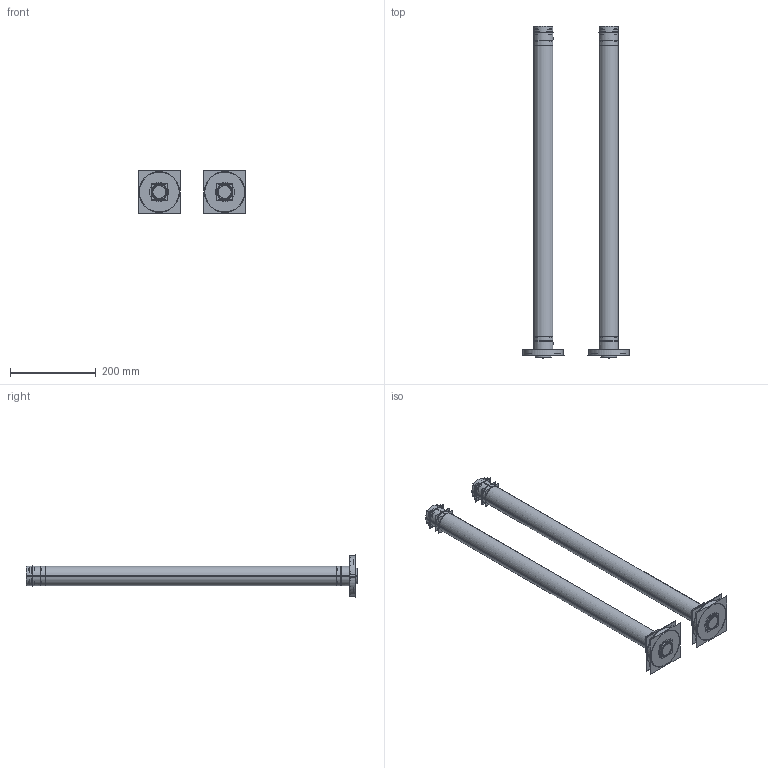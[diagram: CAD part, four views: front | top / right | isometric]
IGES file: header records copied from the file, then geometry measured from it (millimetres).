
Start section:  PTC IGES file: aa002fc_asm.igs
Global section: file name: aa002fc_asm.igs; native system: Pro/ENGINEER by Parametric Technology Corporation; preprocessor: 2009360; author: user33; organization: Unknown; date: 20191219.150236; units: millimetre
Bounding box: 251.8 x 775.37 x 98.86 mm (x, y, z)
Volume: 937016.1 mm3; surface area: 5079712.6 mm2
Topology: 18 solids, 24 shells, 760 faces, 4196 edges, 5660 vertices
Faces by surface type: revolution 600, bspline 160
